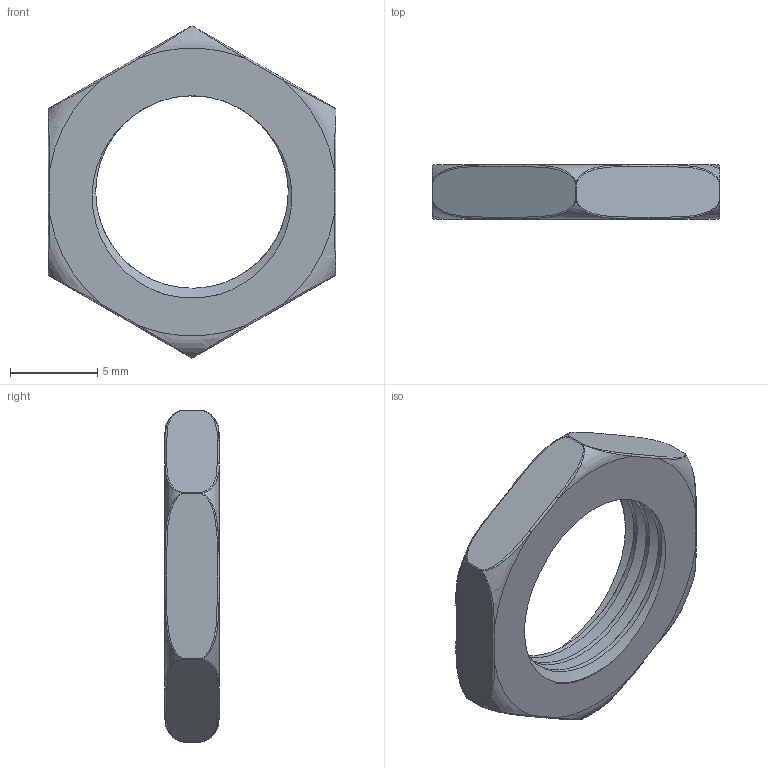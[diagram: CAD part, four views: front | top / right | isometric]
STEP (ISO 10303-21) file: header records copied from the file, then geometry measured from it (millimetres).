
FILE_DESCRIPTION(/* description */ (''),/* implementation_level */ '2;1');
FILE_NAME(/* name */ 'Inductive_Proximity_Nut_Fastener v4.step',/* time_stamp */ '2023-11-18T11:55:34+07:00',/* author */ (''),/* organization */ (''),/* preprocessor_version */ 'ST-DEVELOPER v20',/* originating_system */ 'Autodesk Translation Framework v12.14.0.127',/* authorisation */ '');
FILE_SCHEMA (('AUTOMOTIVE_DESIGN { 1 0 10303 214 3 1 1 }'));
Length unit declared in the file: millimetre
Products named in the file (1): Inductive_Proximity_Nut_Fastener
Bounding box: 16.5 x 3.1 x 19.02 mm (x, y, z)
Volume: 404.6 mm3; surface area: 609.4 mm2
Topology: 1 solids, 1 shells, 144 faces, 366 edges, 224 vertices
Faces by surface type: bspline 98, cylinder 26, torus 12, plane 8
Full cylindrical faces by diameter (mm): 11.035 x2, 12.152 x2
Entity records: 10893 total; most frequent: CARTESIAN_POINT 8020, ORIENTED_EDGE 732, EDGE_CURVE 366, DIRECTION 360, VERTEX_POINT 224, B_SPLINE_CURVE_WITH_KNOTS 212, AXIS2_PLACEMENT_3D 159, EDGE_LOOP 146
